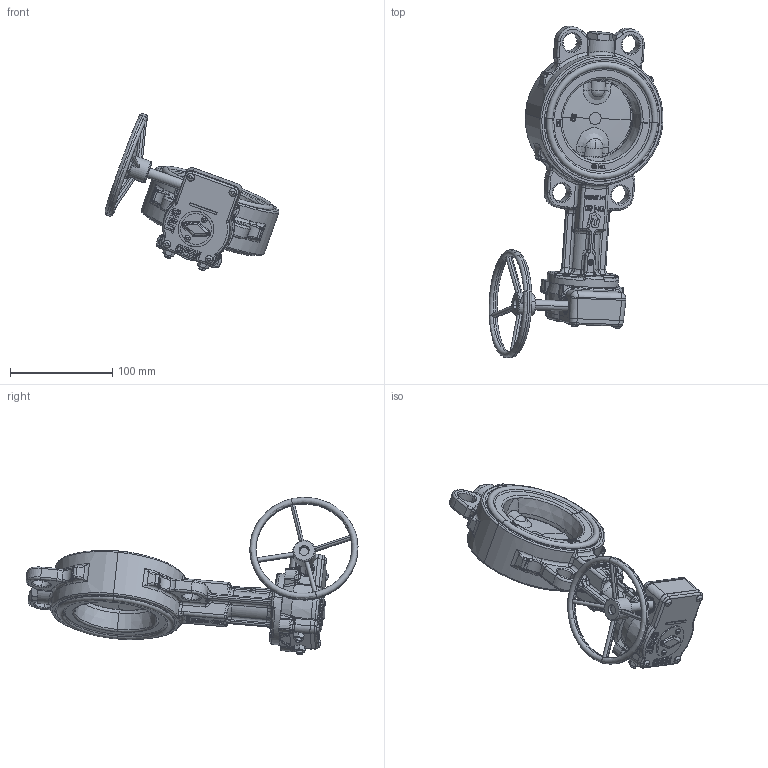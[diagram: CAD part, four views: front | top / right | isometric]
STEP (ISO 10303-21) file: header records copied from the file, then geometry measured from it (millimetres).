
FILE_DESCRIPTION (( 'STEP AP203' ), '1' );
FILE_NAME ('AK01_DN80_Getriebe.STEP', '2022-10-06T09:34:54', ( '' ), ( '' ), 'SwSTEP 2.0', 'SolidWorks 2021', '' );
FILE_SCHEMA (( 'CONFIG_CONTROL_DESIGN' ));
Products named in the file (5): AK01_DN32-100_Getriebe; AK01_DN80_Getriebe; AK01_DN32-100_Getriebe mit Handrad; AK01_DN080_OH; AK01_DN32-100_Getriebe - Handrad
Assembly tree (4 placements, depth 3):
  AK01_DN80_Getriebe
    AK01_DN32-100_Getriebe mit Handrad
      AK01_DN32-100_Getriebe
      AK01_DN32-100_Getriebe - Handrad
    AK01_DN080_OH
Bounding box: 170.35 x 325.07 x 154.1 mm (x, y, z)
Volume: 730704.5 mm3; surface area: 149649.1 mm2
Topology: 3 solids, 30 shells, 2747 faces, 6826 edges, 4172 vertices
Faces by surface type: plane 743, bspline 706, cylinder 559, torus 356, cone 276, sphere 107
Entity records: 134993 total; most frequent: CARTESIAN_POINT 75246, ORIENTED_EDGE 13458, DIRECTION 10760, EDGE_CURVE 6729, AXIS2_PLACEMENT_3D 4184, VERTEX_POINT 4163, EDGE_LOOP 2924, ADVANCED_FACE 2747
